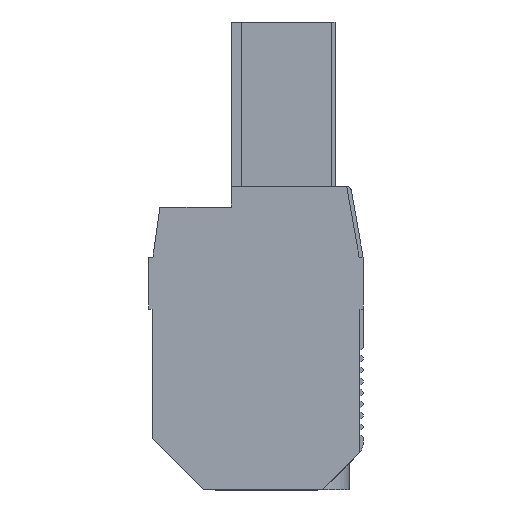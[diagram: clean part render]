
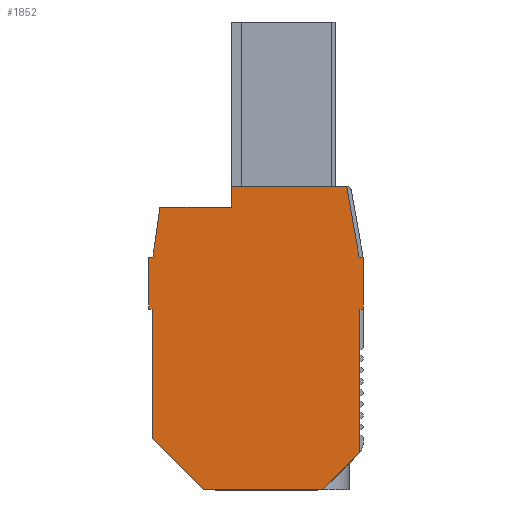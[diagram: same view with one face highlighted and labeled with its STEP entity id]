
A CAD part, left-side view. The second image highlights one B-rep face of the part: STEP entity #1852.
In plain terms, the highlighted planar face has unit normal (-1, 0, 0).
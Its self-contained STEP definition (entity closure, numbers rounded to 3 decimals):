
#1743=AXIS2_PLACEMENT_3D('Plane Axis2P3D',#1740,#1741,#1742) ;
#1358=CARTESIAN_POINT('Vertex',(0.,19.535,27.207)) ;
#1361=CARTESIAN_POINT('Line Origine',(0.,16.117,27.207)) ;
#1365=CARTESIAN_POINT('Vertex',(0.,12.7,27.207)) ;
#1633=CARTESIAN_POINT('Vertex',(0.,20.6,22.4)) ;
#1636=CARTESIAN_POINT('Line Origine',(0.,20.405,22.4)) ;
#1640=CARTESIAN_POINT('Vertex',(0.,20.21,22.4)) ;
#1728=CARTESIAN_POINT('Line Origine',(0.,19.872,24.803)) ;
#1740=CARTESIAN_POINT('Axis2P3D Location',(0.,15.35,0.7)) ;
#1745=CARTESIAN_POINT('Line Origine',(0.,12.7,28.207)) ;
#1749=CARTESIAN_POINT('Vertex',(0.,12.7,29.207)) ;
#1752=CARTESIAN_POINT('Line Origine',(0.,20.6,19.9)) ;
#1756=CARTESIAN_POINT('Vertex',(0.,20.6,17.4)) ;
#1759=CARTESIAN_POINT('Line Origine',(0.,20.45,17.4)) ;
#1763=CARTESIAN_POINT('Vertex',(0.,20.3,17.4)) ;
#1766=CARTESIAN_POINT('Line Origine',(0.,20.3,11.168)) ;
#1770=CARTESIAN_POINT('Vertex',(0.,20.3,4.936)) ;
#1773=CARTESIAN_POINT('Line Origine',(0.,17.832,2.468)) ;
#1777=CARTESIAN_POINT('Vertex',(0.,15.364,0.)) ;
#1780=CARTESIAN_POINT('Line Origine',(0.,9.625,0.)) ;
#1784=CARTESIAN_POINT('Vertex',(0.,3.886,0.)) ;
#1787=CARTESIAN_POINT('Line Origine',(0.,2.093,1.793)) ;
#1791=CARTESIAN_POINT('Vertex',(0.,0.3,3.586)) ;
#1794=CARTESIAN_POINT('Line Origine',(0.,0.3,10.493)) ;
#1798=CARTESIAN_POINT('Vertex',(0.,0.3,17.4)) ;
#1801=CARTESIAN_POINT('Line Origine',(0.,0.15,17.4)) ;
#1805=CARTESIAN_POINT('Vertex',(0.,0.,17.4)) ;
#1808=CARTESIAN_POINT('Line Origine',(0.,0.,19.9)) ;
#1812=CARTESIAN_POINT('Vertex',(0.,0.,22.4)) ;
#1815=CARTESIAN_POINT('Line Origine',(0.,0.19,22.4)) ;
#1819=CARTESIAN_POINT('Vertex',(0.,0.38,22.4)) ;
#1822=CARTESIAN_POINT('Line Origine',(0.,0.98,25.803)) ;
#1826=CARTESIAN_POINT('Vertex',(0.,1.58,29.207)) ;
#1829=CARTESIAN_POINT('Line Origine',(0.,7.14,29.207)) ;
#1362=DIRECTION('Vector Direction',(0.,-1.,0.)) ;
#1637=DIRECTION('Vector Direction',(0.,-1.,0.)) ;
#1729=DIRECTION('Vector Direction',(0.,-0.139,0.99)) ;
#1741=DIRECTION('Axis2P3D Direction',(-1.,0.,0.)) ;
#1742=DIRECTION('Axis2P3D XDirection',(0.,-1.,0.)) ;
#1746=DIRECTION('Vector Direction',(0.,0.,-1.)) ;
#1753=DIRECTION('Vector Direction',(0.,0.,1.)) ;
#1760=DIRECTION('Vector Direction',(0.,1.,0.)) ;
#1767=DIRECTION('Vector Direction',(0.,0.,1.)) ;
#1774=DIRECTION('Vector Direction',(0.,0.707,0.707)) ;
#1781=DIRECTION('Vector Direction',(0.,1.,0.)) ;
#1788=DIRECTION('Vector Direction',(0.,0.707,-0.707)) ;
#1795=DIRECTION('Vector Direction',(0.,0.,1.)) ;
#1802=DIRECTION('Vector Direction',(0.,1.,0.)) ;
#1809=DIRECTION('Vector Direction',(0.,0.,-1.)) ;
#1816=DIRECTION('Vector Direction',(0.,-1.,0.)) ;
#1823=DIRECTION('Vector Direction',(0.,0.174,0.985)) ;
#1830=DIRECTION('Vector Direction',(0.,1.,0.)) ;
#1363=VECTOR('Line Direction',#1362,1.) ;
#1638=VECTOR('Line Direction',#1637,1.) ;
#1730=VECTOR('Line Direction',#1729,1.) ;
#1747=VECTOR('Line Direction',#1746,1.) ;
#1754=VECTOR('Line Direction',#1753,1.) ;
#1761=VECTOR('Line Direction',#1760,1.) ;
#1768=VECTOR('Line Direction',#1767,1.) ;
#1775=VECTOR('Line Direction',#1774,1.) ;
#1782=VECTOR('Line Direction',#1781,1.) ;
#1789=VECTOR('Line Direction',#1788,1.) ;
#1796=VECTOR('Line Direction',#1795,1.) ;
#1803=VECTOR('Line Direction',#1802,1.) ;
#1810=VECTOR('Line Direction',#1809,1.) ;
#1817=VECTOR('Line Direction',#1816,1.) ;
#1824=VECTOR('Line Direction',#1823,1.) ;
#1831=VECTOR('Line Direction',#1830,1.) ;
#1835=ORIENTED_EDGE('',*,*,#1751,.T.) ;
#1836=ORIENTED_EDGE('',*,*,#1367,.F.) ;
#1837=ORIENTED_EDGE('',*,*,#1732,.F.) ;
#1838=ORIENTED_EDGE('',*,*,#1642,.F.) ;
#1839=ORIENTED_EDGE('',*,*,#1758,.F.) ;
#1840=ORIENTED_EDGE('',*,*,#1765,.F.) ;
#1841=ORIENTED_EDGE('',*,*,#1772,.F.) ;
#1842=ORIENTED_EDGE('',*,*,#1779,.F.) ;
#1843=ORIENTED_EDGE('',*,*,#1786,.F.) ;
#1844=ORIENTED_EDGE('',*,*,#1793,.F.) ;
#1845=ORIENTED_EDGE('',*,*,#1800,.T.) ;
#1846=ORIENTED_EDGE('',*,*,#1807,.F.) ;
#1847=ORIENTED_EDGE('',*,*,#1814,.F.) ;
#1848=ORIENTED_EDGE('',*,*,#1821,.F.) ;
#1849=ORIENTED_EDGE('',*,*,#1828,.T.) ;
#1850=ORIENTED_EDGE('',*,*,#1833,.T.) ;
#1852=ADVANCED_FACE('HOUSING',(#1851),#1744,.T.) ;
#1367=EDGE_CURVE('',#1359,#1366,#1364,.T.) ;
#1642=EDGE_CURVE('',#1634,#1641,#1639,.T.) ;
#1732=EDGE_CURVE('',#1641,#1359,#1731,.T.) ;
#1751=EDGE_CURVE('',#1750,#1366,#1748,.T.) ;
#1758=EDGE_CURVE('',#1757,#1634,#1755,.T.) ;
#1765=EDGE_CURVE('',#1764,#1757,#1762,.T.) ;
#1772=EDGE_CURVE('',#1771,#1764,#1769,.T.) ;
#1779=EDGE_CURVE('',#1778,#1771,#1776,.T.) ;
#1786=EDGE_CURVE('',#1785,#1778,#1783,.T.) ;
#1793=EDGE_CURVE('',#1792,#1785,#1790,.T.) ;
#1800=EDGE_CURVE('',#1792,#1799,#1797,.T.) ;
#1807=EDGE_CURVE('',#1806,#1799,#1804,.T.) ;
#1814=EDGE_CURVE('',#1813,#1806,#1811,.T.) ;
#1821=EDGE_CURVE('',#1820,#1813,#1818,.T.) ;
#1828=EDGE_CURVE('',#1820,#1827,#1825,.T.) ;
#1833=EDGE_CURVE('',#1827,#1750,#1832,.T.) ;
#1834=EDGE_LOOP('',(#1835,#1836,#1837,#1838,#1839,#1840,#1841,#1842,#1843,#1844,#1845,#1846,#1847,#1848,#1849,#1850)) ;
#1851=FACE_OUTER_BOUND('',#1834,.T.) ;
#1364=LINE('Line',#1361,#1363) ;
#1639=LINE('Line',#1636,#1638) ;
#1731=LINE('Line',#1728,#1730) ;
#1748=LINE('Line',#1745,#1747) ;
#1755=LINE('Line',#1752,#1754) ;
#1762=LINE('Line',#1759,#1761) ;
#1769=LINE('Line',#1766,#1768) ;
#1776=LINE('Line',#1773,#1775) ;
#1783=LINE('Line',#1780,#1782) ;
#1790=LINE('Line',#1787,#1789) ;
#1797=LINE('Line',#1794,#1796) ;
#1804=LINE('Line',#1801,#1803) ;
#1811=LINE('Line',#1808,#1810) ;
#1818=LINE('Line',#1815,#1817) ;
#1825=LINE('Line',#1822,#1824) ;
#1832=LINE('Line',#1829,#1831) ;
#1744=PLANE('',#1743) ;
#1359=VERTEX_POINT('',#1358) ;
#1366=VERTEX_POINT('',#1365) ;
#1634=VERTEX_POINT('',#1633) ;
#1641=VERTEX_POINT('',#1640) ;
#1750=VERTEX_POINT('',#1749) ;
#1757=VERTEX_POINT('',#1756) ;
#1764=VERTEX_POINT('',#1763) ;
#1771=VERTEX_POINT('',#1770) ;
#1778=VERTEX_POINT('',#1777) ;
#1785=VERTEX_POINT('',#1784) ;
#1792=VERTEX_POINT('',#1791) ;
#1799=VERTEX_POINT('',#1798) ;
#1806=VERTEX_POINT('',#1805) ;
#1813=VERTEX_POINT('',#1812) ;
#1820=VERTEX_POINT('',#1819) ;
#1827=VERTEX_POINT('',#1826) ;
